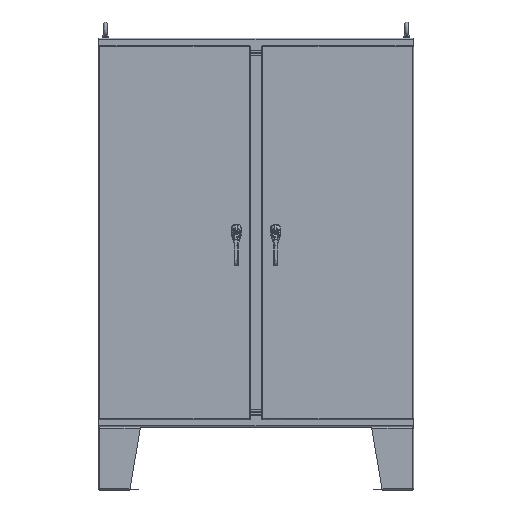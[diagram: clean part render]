
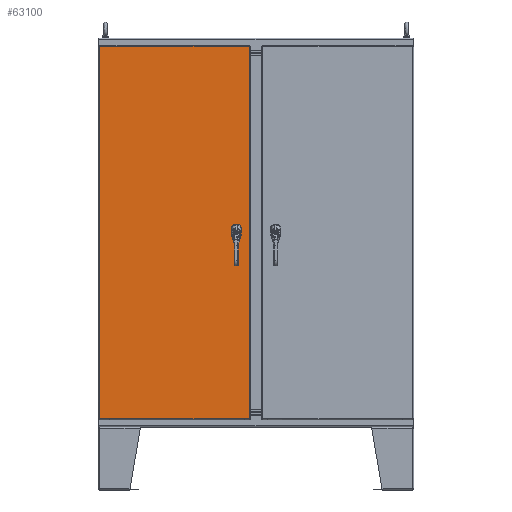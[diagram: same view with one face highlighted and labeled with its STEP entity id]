
A CAD part, top view. The second image highlights one B-rep face of the part: STEP entity #63100.
In plain terms, the highlighted planar face has unit normal (0, 0, 1).
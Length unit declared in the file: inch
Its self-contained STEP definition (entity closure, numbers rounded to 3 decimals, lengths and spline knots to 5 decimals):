
#3311 = DIRECTION ( 'NONE',  ( 0., -1., 0. ) ) ;
#3473 = CARTESIAN_POINT ( 'NONE',  ( -3.754, 0., 7.81875 ) ) ;
#4202 = VERTEX_POINT ( 'NONE', #68519 ) ;
#6987 = EDGE_CURVE ( 'NONE', #10467, #71721, #172984, .T. ) ;
#7023 = CARTESIAN_POINT ( 'NONE',  ( -3.754, -1.377, 7.81875 ) ) ;
#9705 = ORIENTED_EDGE ( 'NONE', *, *, #216898, .T. ) ;
#10467 = VERTEX_POINT ( 'NONE', #214236 ) ;
#11341 = EDGE_CURVE ( 'NONE', #113061, #160876, #214562, .T. ) ;
#13183 = ORIENTED_EDGE ( 'NONE', *, *, #217397, .T. ) ;
#13707 = CARTESIAN_POINT ( 'NONE',  ( -3.754, 0., 7.81875 ) ) ;
#17000 = CARTESIAN_POINT ( 'NONE',  ( -1.26425, 0., 7.81875 ) ) ;
#21221 = CARTESIAN_POINT ( 'NONE',  ( -15.5665, 0.4, 7.81875 ) ) ;
#23864 = ORIENTED_EDGE ( 'NONE', *, *, #89292, .T. ) ;
#24662 = DIRECTION ( 'NONE',  ( 1., 0., 0. ) ) ;
#26485 = EDGE_CURVE ( 'NONE', #126305, #126305, #133798, .T. ) ;
#28021 = VECTOR ( 'NONE', #199923, 39.37008 ) ;
#32494 = ORIENTED_EDGE ( 'NONE', *, *, #170954, .T. ) ;
#35851 = CARTESIAN_POINT ( 'NONE',  ( -3.8945, -1.377, 7.81875 ) ) ;
#36785 = VERTEX_POINT ( 'NONE', #146547 ) ;
#37680 = CARTESIAN_POINT ( 'NONE',  ( -29.86875, 0., 7.81875 ) ) ;
#40209 = CARTESIAN_POINT ( 'NONE',  ( -3.354, 0.21262, 7.81875 ) ) ;
#41512 = DIRECTION ( 'NONE',  ( -1., 0., 0. ) ) ;
#45844 = DIRECTION ( 'NONE',  ( 0., 0., -1. ) ) ;
#46983 = CIRCLE ( 'NONE', #127420, 0.453 ) ;
#47482 = CARTESIAN_POINT ( 'NONE',  ( -3.354, 0., 7.81875 ) ) ;
#49998 = DIRECTION ( 'NONE',  ( -1., 0., 0. ) ) ;
#52093 = EDGE_LOOP ( 'NONE', ( #190788 ) ) ;
#53537 = VECTOR ( 'NONE', #174634, 39.37008 ) ;
#53765 = CARTESIAN_POINT ( 'NONE',  ( -15.5665, -0.4, 7.81875 ) ) ;
#54051 = DIRECTION ( 'NONE',  ( -1., 0., 0. ) ) ;
#55938 = ORIENTED_EDGE ( 'NONE', *, *, #89938, .T. ) ;
#57561 = CARTESIAN_POINT ( 'NONE',  ( -3.754, 0., 7.81875 ) ) ;
#61508 = VERTEX_POINT ( 'NONE', #134756 ) ;
#63100 = ADVANCED_FACE ( 'NONE', ( #149527, #201069, #132352, #130075, #80786 ), #95709, .T. ) ;
#63384 = VECTOR ( 'NONE', #212947, 39.37008 ) ;
#64285 = AXIS2_PLACEMENT_3D ( 'NONE', #7023, #131904, #218937 ) ;
#67800 = CARTESIAN_POINT ( 'NONE',  ( -3.754, -0.885, 7.81875 ) ) ;
#68519 = CARTESIAN_POINT ( 'NONE',  ( -3.54138, 0.4, 7.81875 ) ) ;
#69261 = VECTOR ( 'NONE', #191148, 39.37008 ) ;
#69266 = EDGE_LOOP ( 'NONE', ( #32494 ) ) ;
#70407 = LINE ( 'NONE', #105850, #53537 ) ;
#71721 = VERTEX_POINT ( 'NONE', #78986 ) ;
#74191 = AXIS2_PLACEMENT_3D ( 'NONE', #120754, #117374, #136856 ) ;
#74787 = DIRECTION ( 'NONE',  ( 0., 0., -1. ) ) ;
#76260 = CARTESIAN_POINT ( 'NONE',  ( -15.5665, 0., 7.81875 ) ) ;
#78986 = CARTESIAN_POINT ( 'NONE',  ( -4.154, -0.21262, 7.81875 ) ) ;
#79251 = AXIS2_PLACEMENT_3D ( 'NONE', #3473, #143248, #213103 ) ;
#80786 = FACE_OUTER_BOUND ( 'NONE', #90935, .T. ) ;
#83986 = ORIENTED_EDGE ( 'NONE', *, *, #11341, .T. ) ;
#84684 = VERTEX_POINT ( 'NONE', #91061 ) ;
#86431 = CARTESIAN_POINT ( 'NONE',  ( -29.86875, -35.48975, 7.81875 ) ) ;
#88890 = DIRECTION ( 'NONE',  ( 1., 0., 0. ) ) ;
#89292 = EDGE_CURVE ( 'NONE', #197177, #170467, #224249, .T. ) ;
#89938 = EDGE_CURVE ( 'NONE', #170467, #10467, #175219, .T. ) ;
#90935 = EDGE_LOOP ( 'NONE', ( #13183, #192162, #90997, #83986 ) ) ;
#90997 = ORIENTED_EDGE ( 'NONE', *, *, #125144, .T. ) ;
#91061 = CARTESIAN_POINT ( 'NONE',  ( -29.86875, 35.48975, 7.81875 ) ) ;
#95709 = PLANE ( 'NONE',  #212394 ) ;
#96867 = CIRCLE ( 'NONE', #104211, 0.1405 ) ;
#104211 = AXIS2_PLACEMENT_3D ( 'NONE', #206930, #156530, #49998 ) ;
#105378 = VECTOR ( 'NONE', #88890, 39.37008 ) ;
#105608 = CARTESIAN_POINT ( 'NONE',  ( -15.5665, 35.48975, 7.81875 ) ) ;
#105850 = CARTESIAN_POINT ( 'NONE',  ( -4.154, 0., 7.81875 ) ) ;
#108366 = ORIENTED_EDGE ( 'NONE', *, *, #6987, .T. ) ;
#109193 = DIRECTION ( 'NONE',  ( 1., 0., 0. ) ) ;
#111396 = EDGE_CURVE ( 'NONE', #176376, #178626, #177982, .T. ) ;
#112131 = EDGE_CURVE ( 'NONE', #137577, #197177, #133465, .T. ) ;
#113061 = VERTEX_POINT ( 'NONE', #86431 ) ;
#114044 = VECTOR ( 'NONE', #3311, 39.37008 ) ;
#115723 = DIRECTION ( 'NONE',  ( -1., 0., 0. ) ) ;
#117124 = AXIS2_PLACEMENT_3D ( 'NONE', #67800, #134281, #204108 ) ;
#117374 = DIRECTION ( 'NONE',  ( 0., 0., -1. ) ) ;
#120754 = CARTESIAN_POINT ( 'NONE',  ( -3.754, 0., 7.81875 ) ) ;
#123921 = LINE ( 'NONE', #105608, #203178 ) ;
#125144 = EDGE_CURVE ( 'NONE', #84684, #113061, #160301, .T. ) ;
#125573 = ORIENTED_EDGE ( 'NONE', *, *, #162332, .T. ) ;
#126305 = VERTEX_POINT ( 'NONE', #35851 ) ;
#127420 = AXIS2_PLACEMENT_3D ( 'NONE', #57561, #74787, #41512 ) ;
#130075 = FACE_BOUND ( 'NONE', #184460, .T. ) ;
#131904 = DIRECTION ( 'NONE',  ( 0., 0., -1. ) ) ;
#132352 = FACE_BOUND ( 'NONE', #52093, .T. ) ;
#132622 = EDGE_CURVE ( 'NONE', #61508, #61508, #96867, .T. ) ;
#133465 = LINE ( 'NONE', #47482, #28021 ) ;
#133798 = CIRCLE ( 'NONE', #64285, 0.1405 ) ;
#134281 = DIRECTION ( 'NONE',  ( 0., 0., -1. ) ) ;
#134756 = CARTESIAN_POINT ( 'NONE',  ( -3.8945, 0.885, 7.81875 ) ) ;
#136856 = DIRECTION ( 'NONE',  ( -1., 0., 0. ) ) ;
#137577 = VERTEX_POINT ( 'NONE', #40209 ) ;
#139912 = EDGE_LOOP ( 'NONE', ( #23864, #55938, #108366, #125573, #194630, #147511, #9705, #217638 ) ) ;
#143248 = DIRECTION ( 'NONE',  ( 0., 0., -1. ) ) ;
#146547 = CARTESIAN_POINT ( 'NONE',  ( -1.26425, 35.48975, 7.81875 ) ) ;
#147511 = ORIENTED_EDGE ( 'NONE', *, *, #192246, .T. ) ;
#149527 = FACE_BOUND ( 'NONE', #139912, .T. ) ;
#151550 = VECTOR ( 'NONE', #109193, 39.37008 ) ;
#156530 = DIRECTION ( 'NONE',  ( 0., 0., -1. ) ) ;
#160301 = LINE ( 'NONE', #37680, #114044 ) ;
#160876 = VERTEX_POINT ( 'NONE', #223279 ) ;
#162332 = EDGE_CURVE ( 'NONE', #71721, #176376, #70407, .T. ) ;
#164477 = DIRECTION ( 'NONE',  ( 0., 0., 1. ) ) ;
#167255 = ORIENTED_EDGE ( 'NONE', *, *, #26485, .T. ) ;
#168144 = CARTESIAN_POINT ( 'NONE',  ( -3.96662, 0.4, 7.81875 ) ) ;
#170467 = VERTEX_POINT ( 'NONE', #209161 ) ;
#170954 = EDGE_CURVE ( 'NONE', #224902, #224902, #204750, .T. ) ;
#172984 = CIRCLE ( 'NONE', #74191, 0.453 ) ;
#174634 = DIRECTION ( 'NONE',  ( 0., 1., 0. ) ) ;
#175103 = LINE ( 'NONE', #17000, #69261 ) ;
#175219 = LINE ( 'NONE', #53765, #63384 ) ;
#175523 = CARTESIAN_POINT ( 'NONE',  ( -4.154, 0.21262, 7.81875 ) ) ;
#176376 = VERTEX_POINT ( 'NONE', #175523 ) ;
#177982 = CIRCLE ( 'NONE', #79251, 0.453 ) ;
#178626 = VERTEX_POINT ( 'NONE', #168144 ) ;
#180258 = AXIS2_PLACEMENT_3D ( 'NONE', #13707, #45844, #115723 ) ;
#184460 = EDGE_LOOP ( 'NONE', ( #167255 ) ) ;
#190524 = CARTESIAN_POINT ( 'NONE',  ( -3.8945, -0.885, 7.81875 ) ) ;
#190788 = ORIENTED_EDGE ( 'NONE', *, *, #132622, .T. ) ;
#191148 = DIRECTION ( 'NONE',  ( 0., 1., 0. ) ) ;
#192162 = ORIENTED_EDGE ( 'NONE', *, *, #209804, .T. ) ;
#192246 = EDGE_CURVE ( 'NONE', #178626, #4202, #210319, .T. ) ;
#194630 = ORIENTED_EDGE ( 'NONE', *, *, #111396, .T. ) ;
#197177 = VERTEX_POINT ( 'NONE', #223894 ) ;
#199923 = DIRECTION ( 'NONE',  ( 0., -1., 0. ) ) ;
#201069 = FACE_BOUND ( 'NONE', #69266, .T. ) ;
#203178 = VECTOR ( 'NONE', #54051, 39.37008 ) ;
#204108 = DIRECTION ( 'NONE',  ( -1., 0., 0. ) ) ;
#204750 = CIRCLE ( 'NONE', #117124, 0.1405 ) ;
#206930 = CARTESIAN_POINT ( 'NONE',  ( -3.754, 0.885, 7.81875 ) ) ;
#209161 = CARTESIAN_POINT ( 'NONE',  ( -3.54138, -0.4, 7.81875 ) ) ;
#209804 = EDGE_CURVE ( 'NONE', #36785, #84684, #123921, .T. ) ;
#210319 = LINE ( 'NONE', #21221, #105378 ) ;
#212394 = AXIS2_PLACEMENT_3D ( 'NONE', #76260, #164477, #24662 ) ;
#212947 = DIRECTION ( 'NONE',  ( -1., 0., 0. ) ) ;
#213103 = DIRECTION ( 'NONE',  ( -1., 0., 0. ) ) ;
#214236 = CARTESIAN_POINT ( 'NONE',  ( -3.96662, -0.4, 7.81875 ) ) ;
#214562 = LINE ( 'NONE', #217971, #151550 ) ;
#216898 = EDGE_CURVE ( 'NONE', #4202, #137577, #46983, .T. ) ;
#217397 = EDGE_CURVE ( 'NONE', #160876, #36785, #175103, .T. ) ;
#217638 = ORIENTED_EDGE ( 'NONE', *, *, #112131, .T. ) ;
#217971 = CARTESIAN_POINT ( 'NONE',  ( -15.5665, -35.48975, 7.81875 ) ) ;
#218937 = DIRECTION ( 'NONE',  ( -1., 0., 0. ) ) ;
#223279 = CARTESIAN_POINT ( 'NONE',  ( -1.26425, -35.48975, 7.81875 ) ) ;
#223894 = CARTESIAN_POINT ( 'NONE',  ( -3.354, -0.21262, 7.81875 ) ) ;
#224249 = CIRCLE ( 'NONE', #180258, 0.453 ) ;
#224902 = VERTEX_POINT ( 'NONE', #190524 ) ;
